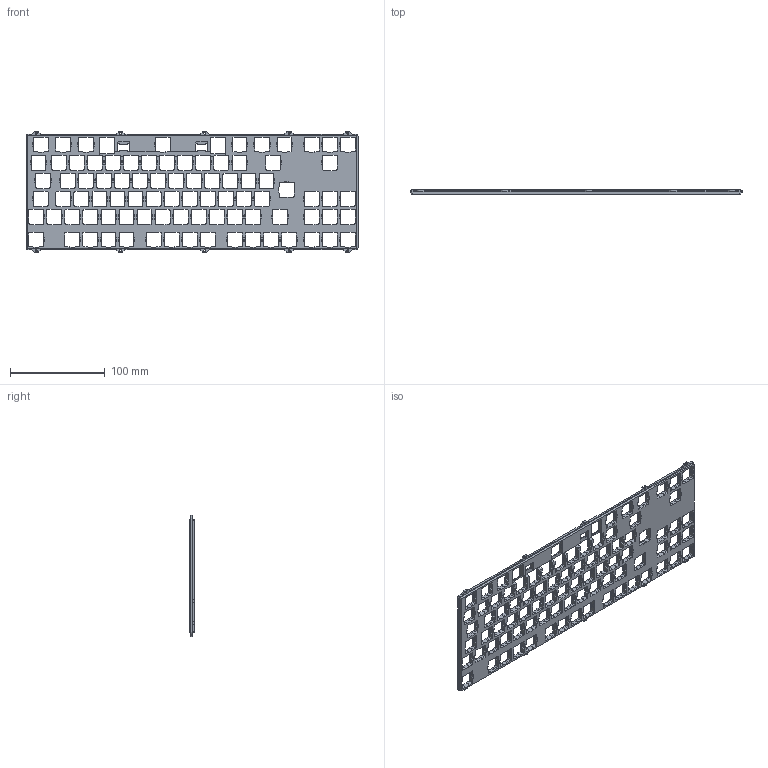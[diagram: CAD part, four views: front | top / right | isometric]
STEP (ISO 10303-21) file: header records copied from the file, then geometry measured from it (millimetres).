
FILE_DESCRIPTION(/* description */ (''),/* implementation_level */ '2;1');
FILE_NAME(/* name */ 'Plate v4.step',/* time_stamp */ '2021-03-07T17:43:27+00:00',/* author */ (''),/* organization */ (''),/* preprocessor_version */ 'ST-DEVELOPER v18.1',/* originating_system */ 'Autodesk Translation Framework v9.10.0.1330',/* authorisation */ '');
FILE_SCHEMA (('AUTOMOTIVE_DESIGN { 1 0 10303 214 3 1 1 }'));
Products named in the file (1): Plate
Bounding box: 350.11 x 5 x 127.61 mm (x, y, z)
Volume: 94861.3 mm3; surface area: 73819.6 mm2
Topology: 1 solids, 1 shells, 1914 faces, 5750 edges, 3828 vertices
Faces by surface type: plane 1136, cylinder 778
Full cylindrical faces by diameter (mm): 2.2 x10
Entity records: 65201 total; most frequent: ORIENTED_EDGE 11500, CARTESIAN_POINT 11493, DIRECTION 11138, EDGE_CURVE 5750, LINE 4192, VECTOR 4192, VERTEX_POINT 3828, AXIS2_PLACEMENT_3D 3473
